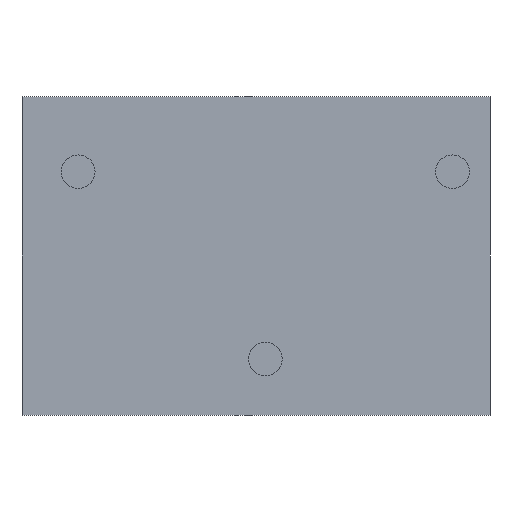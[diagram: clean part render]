
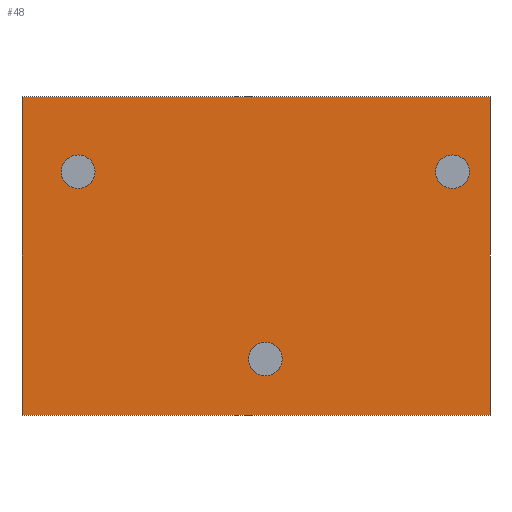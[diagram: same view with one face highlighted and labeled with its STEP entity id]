
A CAD part, front view. The second image highlights one B-rep face of the part: STEP entity #48.
In plain terms, the highlighted planar face has unit normal (0, -1, 0).
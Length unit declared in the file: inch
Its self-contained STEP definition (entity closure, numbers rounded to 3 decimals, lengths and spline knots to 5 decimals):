
#1 = EDGE_LOOP ( 'NONE', ( #275, #276, #330, #331 ) ) ;
#3 = EDGE_LOOP ( 'NONE', ( #271, #273 ) ) ;
#4 = EDGE_LOOP ( 'NONE', ( #407, #272 ) ) ;
#39 = EDGE_CURVE ( 'NONE', #278, #279, #171, .T. ) ;
#45 = EDGE_CURVE ( 'NONE', #295, #310, #421, .T. ) ;
#46 = EDGE_CURVE ( 'NONE', #310, #290, #422, .T. ) ;
#47 = EDGE_CURVE ( 'NONE', #312, #284, #192, .T. ) ;
#48 = ADVANCED_FACE ( 'NONE', ( #423, #424, #425, #426 ), #208, .T. ) ;
#50 = EDGE_CURVE ( 'NONE', #282, #283, #177, .T. ) ;
#56 = EDGE_CURVE ( 'NONE', #327, #295, #809, .T. ) ;
#65 = EDGE_CURVE ( 'NONE', #290, #327, #577, .T. ) ;
#81 = EDGE_CURVE ( 'NONE', #279, #278, #507, .T. ) ;
#85 = EDGE_CURVE ( 'NONE', #283, #282, #512, .T. ) ;
#89 = EDGE_CURVE ( 'NONE', #284, #312, #518, .T. ) ;
#165 = AXIS2_PLACEMENT_3D ( 'NONE', #235, #655, #656 ) ;
#171 = CIRCLE ( 'NONE', #180, 0.009 ) ;
#173 = AXIS2_PLACEMENT_3D ( 'NONE', #206, #207, #209 ) ;
#177 = CIRCLE ( 'NONE', #165, 0.009 ) ;
#180 = AXIS2_PLACEMENT_3D ( 'NONE', #204, #202, #215 ) ;
#186 = AXIS2_PLACEMENT_3D ( 'NONE', #222, #225, #224 ) ;
#187 = VECTOR ( 'NONE', #233, 39.37008 ) ;
#189 = VECTOR ( 'NONE', #227, 39.37008 ) ;
#192 = CIRCLE ( 'NONE', #186, 0.009 ) ;
#202 = DIRECTION ( 'NONE',  ( 0., -1., 0. ) ) ;
#204 = CARTESIAN_POINT ( 'NONE',  ( 0.1, 0., -0.1 ) ) ;
#206 = CARTESIAN_POINT ( 'NONE',  ( -0.03, 0., -0.13 ) ) ;
#207 = DIRECTION ( 'NONE',  ( 0., -1., 0. ) ) ;
#208 = PLANE ( 'NONE',  #173 ) ;
#209 = DIRECTION ( 'NONE',  ( 0., 0., -1. ) ) ;
#215 = DIRECTION ( 'NONE',  ( 0., 0., -1. ) ) ;
#220 = CARTESIAN_POINT ( 'NONE',  ( 0.22, 0., 0.04 ) ) ;
#222 = CARTESIAN_POINT ( 'NONE',  ( 0., 0., 0. ) ) ;
#224 = DIRECTION ( 'NONE',  ( 0., 0., -1. ) ) ;
#225 = DIRECTION ( 'NONE',  ( 0., -1., 0. ) ) ;
#226 = CARTESIAN_POINT ( 'NONE',  ( -0.03, 0., 0.04 ) ) ;
#227 = DIRECTION ( 'NONE',  ( 1., 0., 0. ) ) ;
#233 = DIRECTION ( 'NONE',  ( 0., 0., -1. ) ) ;
#235 = CARTESIAN_POINT ( 'NONE',  ( 0.2, 0., 0. ) ) ;
#271 = ORIENTED_EDGE ( 'NONE', *, *, #39, .F. ) ;
#272 = ORIENTED_EDGE ( 'NONE', *, *, #89, .F. ) ;
#273 = ORIENTED_EDGE ( 'NONE', *, *, #81, .F. ) ;
#275 = ORIENTED_EDGE ( 'NONE', *, *, #56, .F. ) ;
#276 = ORIENTED_EDGE ( 'NONE', *, *, #65, .F. ) ;
#278 = VERTEX_POINT ( 'NONE', #964 ) ;
#279 = VERTEX_POINT ( 'NONE', #965 ) ;
#282 = VERTEX_POINT ( 'NONE', #968 ) ;
#283 = VERTEX_POINT ( 'NONE', #969 ) ;
#284 = VERTEX_POINT ( 'NONE', #970 ) ;
#287 = EDGE_LOOP ( 'NONE', ( #406, #289 ) ) ;
#289 = ORIENTED_EDGE ( 'NONE', *, *, #85, .F. ) ;
#290 = VERTEX_POINT ( 'NONE', #973 ) ;
#295 = VERTEX_POINT ( 'NONE', #978 ) ;
#310 = VERTEX_POINT ( 'NONE', #984 ) ;
#312 = VERTEX_POINT ( 'NONE', #985 ) ;
#327 = VERTEX_POINT ( 'NONE', #993 ) ;
#330 = ORIENTED_EDGE ( 'NONE', *, *, #46, .F. ) ;
#331 = ORIENTED_EDGE ( 'NONE', *, *, #45, .F. ) ;
#406 = ORIENTED_EDGE ( 'NONE', *, *, #50, .F. ) ;
#407 = ORIENTED_EDGE ( 'NONE', *, *, #47, .F. ) ;
#421 = LINE ( 'NONE', #226, #189 ) ;
#422 = LINE ( 'NONE', #220, #187 ) ;
#423 = FACE_BOUND ( 'NONE', #287, .T. ) ;
#424 = FACE_OUTER_BOUND ( 'NONE', #1, .T. ) ;
#425 = FACE_BOUND ( 'NONE', #4, .T. ) ;
#426 = FACE_BOUND ( 'NONE', #3, .T. ) ;
#448 = CARTESIAN_POINT ( 'NONE',  ( 0.1, 0., -0.1 ) ) ;
#449 = DIRECTION ( 'NONE',  ( 0., -1., 0. ) ) ;
#450 = DIRECTION ( 'NONE',  ( 0., 0., -1. ) ) ;
#458 = CARTESIAN_POINT ( 'NONE',  ( 0.2, 0., 0. ) ) ;
#459 = DIRECTION ( 'NONE',  ( 0., -1., 0. ) ) ;
#460 = DIRECTION ( 'NONE',  ( 0., 0., -1. ) ) ;
#468 = CARTESIAN_POINT ( 'NONE',  ( 0., 0., 0. ) ) ;
#469 = DIRECTION ( 'NONE',  ( 0., -1., 0. ) ) ;
#470 = DIRECTION ( 'NONE',  ( 0., 0., -1. ) ) ;
#507 = CIRCLE ( 'NONE', #513, 0.009 ) ;
#512 = CIRCLE ( 'NONE', #519, 0.009 ) ;
#513 = AXIS2_PLACEMENT_3D ( 'NONE', #448, #449, #450 ) ;
#518 = CIRCLE ( 'NONE', #525, 0.009 ) ;
#519 = AXIS2_PLACEMENT_3D ( 'NONE', #458, #459, #460 ) ;
#525 = AXIS2_PLACEMENT_3D ( 'NONE', #468, #469, #470 ) ;
#577 = LINE ( 'NONE', #763, #624 ) ;
#604 = VECTOR ( 'NONE', #716, 39.37008 ) ;
#624 = VECTOR ( 'NONE', #764, 39.37008 ) ;
#655 = DIRECTION ( 'NONE',  ( 0., -1., 0. ) ) ;
#656 = DIRECTION ( 'NONE',  ( 0., 0., -1. ) ) ;
#715 = CARTESIAN_POINT ( 'NONE',  ( -0.03, 0., 0.04 ) ) ;
#716 = DIRECTION ( 'NONE',  ( 0., 0., 1. ) ) ;
#763 = CARTESIAN_POINT ( 'NONE',  ( -0.03, 0., -0.13 ) ) ;
#764 = DIRECTION ( 'NONE',  ( -1., 0., 0. ) ) ;
#809 = LINE ( 'NONE', #715, #604 ) ;
#964 = CARTESIAN_POINT ( 'NONE',  ( 0.1, 0., -0.091 ) ) ;
#965 = CARTESIAN_POINT ( 'NONE',  ( 0.1, 0., -0.109 ) ) ;
#968 = CARTESIAN_POINT ( 'NONE',  ( 0.2, 0., 0.009 ) ) ;
#969 = CARTESIAN_POINT ( 'NONE',  ( 0.2, 0., -0.009 ) ) ;
#970 = CARTESIAN_POINT ( 'NONE',  ( 0., 0., -0.009 ) ) ;
#973 = CARTESIAN_POINT ( 'NONE',  ( 0.22, 0., -0.13 ) ) ;
#978 = CARTESIAN_POINT ( 'NONE',  ( -0.03, 0., 0.04 ) ) ;
#984 = CARTESIAN_POINT ( 'NONE',  ( 0.22, 0., 0.04 ) ) ;
#985 = CARTESIAN_POINT ( 'NONE',  ( 0., 0., 0.009 ) ) ;
#993 = CARTESIAN_POINT ( 'NONE',  ( -0.03, 0., -0.13 ) ) ;
